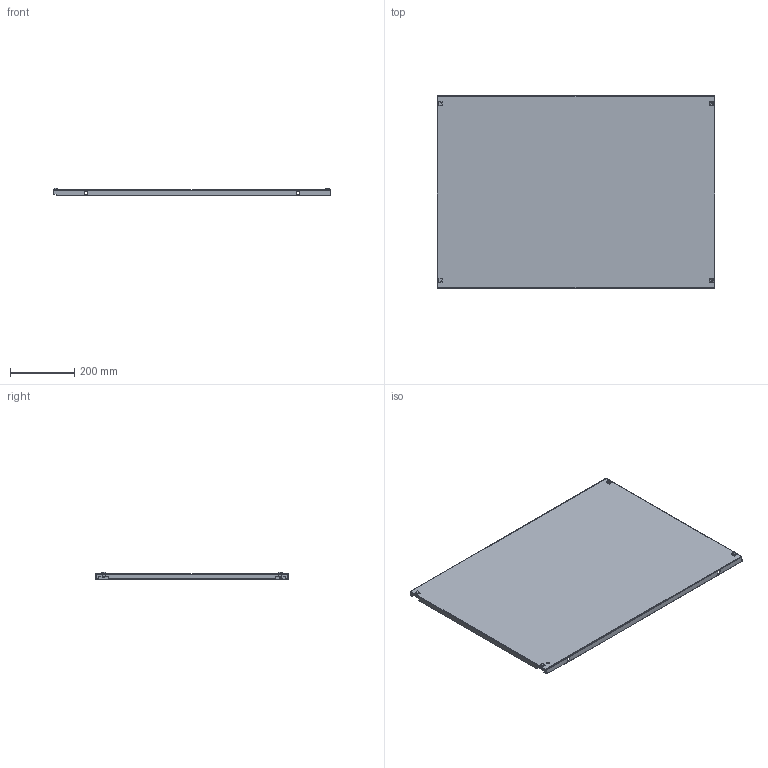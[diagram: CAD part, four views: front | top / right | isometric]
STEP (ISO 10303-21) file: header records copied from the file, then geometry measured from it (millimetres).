
FILE_DESCRIPTION (( 'STEP AP214' ), '1' );
FILE_NAME ('R5PI960.STEP', '2014-02-20T05:24:05', ( '' ), ( '' ), 'SwSTEP 2.0', 'SolidWorks 2012', '' );
FILE_SCHEMA (( 'AUTOMOTIVE_DESIGN' ));
Products named in the file (6): end-cap_AC00C061_1; land_项 箪铍鬣龛㥮1; Borchia quadra per pannelli distribuzione_AC00C147_1; AC00C129_项 箪铍鬣龛㥮1; Sectional door internal_QB09C658; R5PI960
Assembly tree (7 placements, depth 2):
  R5PI960
    Sectional door internal_QB09C658
    AC00C129_项 箪铍鬣龛㥮1  x2
    Borchia quadra per pannelli distribuzione_AC00C147_1  x2
    land_项 箪铍鬣龛㥮1
    end-cap_AC00C061_1
Bounding box: 865 x 598 x 23.5 mm (x, y, z)
Volume: 851114.6 mm3; surface area: 1139082.5 mm2
Topology: 8 solids, 8 shells, 615 faces, 1749 edges, 1155 vertices
Faces by surface type: bspline 287, plane 190, cylinder 124, cone 14
Entity records: 94168 total; most frequent: CARTESIAN_POINT 83326, ORIENTED_EDGE 3056, EDGE_CURVE 1528, DIRECTION 1065, VERTEX_POINT 1008, B_SPLINE_CURVE_WITH_KNOTS 747, EDGE_LOOP 558, FACE_OUTER_BOUND 535
